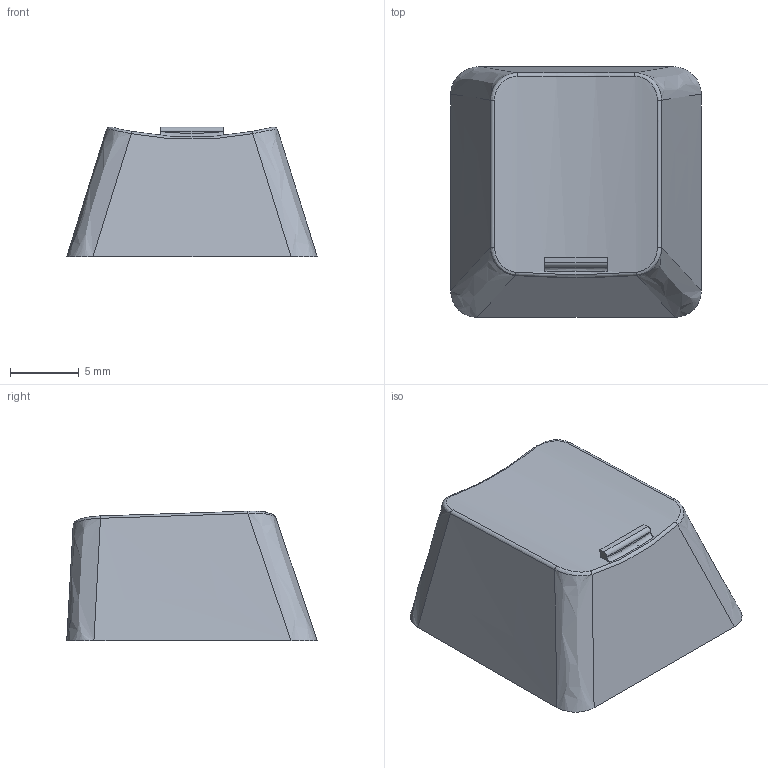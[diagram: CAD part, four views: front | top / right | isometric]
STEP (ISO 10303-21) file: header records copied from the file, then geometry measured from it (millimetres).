
FILE_DESCRIPTION(/* description */ (''),/* implementation_level */ '2;1');
FILE_NAME(/* name */ 'kc0001 v9 v1.step',/* time_stamp */ '2025-08-08T22:36:06-04:00',/* author */ (''),/* organization */ (''),/* preprocessor_version */ 'ST-DEVELOPER v20.1',/* originating_system */ 'Autodesk Translation Framework v14.10.0.0',/* authorisation */ '');
FILE_SCHEMA (('AUTOMOTIVE_DESIGN { 1 0 10303 214 3 1 1 }'));
Length unit declared in the file: millimetre
Products named in the file (1): kc0001 v9
Bounding box: 18.15 x 18.15 x 9.41 mm (x, y, z)
Volume: 903.8 mm3; surface area: 1901.5 mm2
Topology: 2 solids, 2 shells, 134 faces, 364 edges, 237 vertices
Faces by surface type: plane 76, cylinder 33, bspline 20, cone 4, torus 1
Full cylindrical faces by diameter (mm): 5.5 x1
Entity records: 5237 total; most frequent: CARTESIAN_POINT 1999, ORIENTED_EDGE 728, DIRECTION 578, EDGE_CURVE 364, VERTEX_POINT 237, AXIS2_PLACEMENT_3D 197, LINE 184, VECTOR 184
